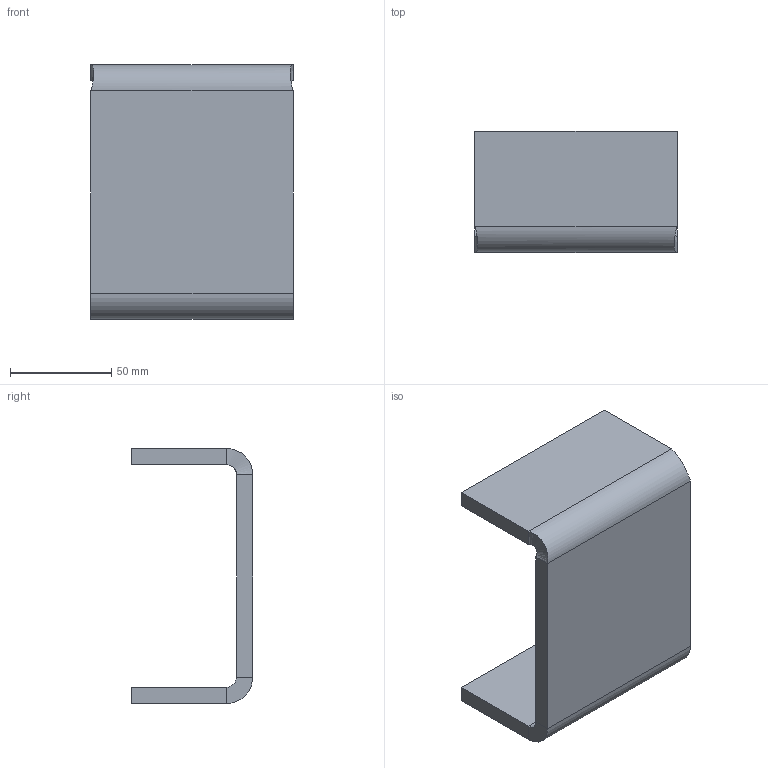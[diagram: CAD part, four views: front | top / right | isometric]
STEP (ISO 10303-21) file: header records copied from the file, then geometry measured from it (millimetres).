
FILE_DESCRIPTION (( 'STEP AP203' ), '1' );
FILE_NAME ('Tegen gaan van uitstulping materiaal.STEP', '2024-06-04T13:58:21', ( '' ), ( '' ), 'SwSTEP 2.0', 'SolidWorks 2021', '' );
FILE_SCHEMA (( 'CONFIG_CONTROL_DESIGN' ));
Length unit declared in the file: millimetre
Products named in the file (1): Tegen gaan van uitstulping materiaal
Bounding box: 100 x 60 x 126 mm (x, y, z)
Volume: 177594.6 mm3; surface area: 49561.9 mm2
Topology: 1 solids, 1 shells, 22 faces, 44 edges, 24 vertices
Faces by surface type: plane 16, cylinder 4, bspline 2
Entity records: 845 total; most frequent: CARTESIAN_POINT 337, ORIENTED_EDGE 88, DIRECTION 82, EDGE_CURVE 44, LINE 32, VECTOR 32, AXIS2_PLACEMENT_3D 25, VERTEX_POINT 24
